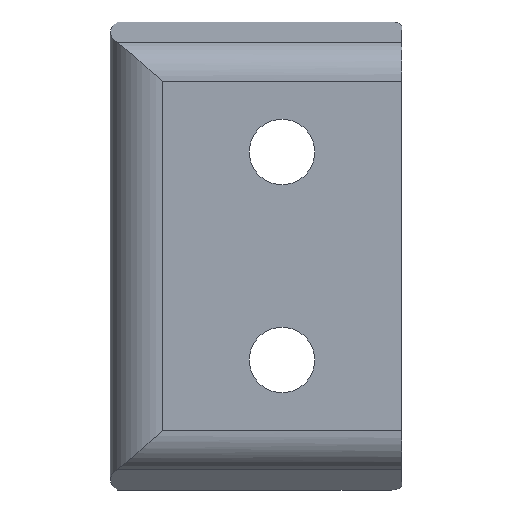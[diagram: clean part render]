
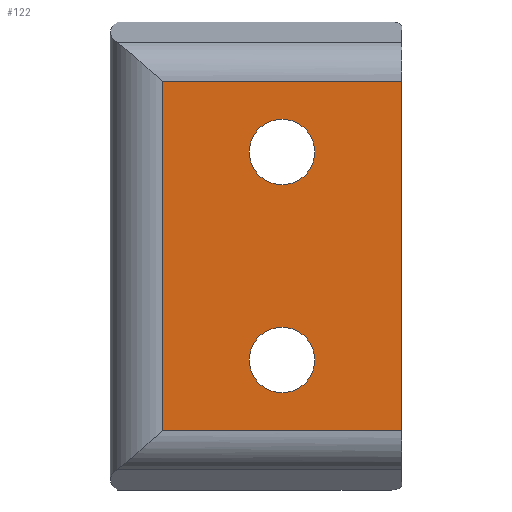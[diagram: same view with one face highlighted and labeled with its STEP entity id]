
A CAD part, front view. The second image highlights one B-rep face of the part: STEP entity #122.
In plain terms, the highlighted planar face has unit normal (0, -1, 0).
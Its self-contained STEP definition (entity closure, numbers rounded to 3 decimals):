
#122 = ADVANCED_FACE( '', ( #239, #240, #241 ), #242, .F. );
#239 = FACE_BOUND( '', #361, .T. );
#240 = FACE_BOUND( '', #362, .T. );
#241 = FACE_OUTER_BOUND( '', #363, .T. );
#242 = PLANE( '', #364 );
#361 = EDGE_LOOP( '', ( #534 ) );
#362 = EDGE_LOOP( '', ( #535 ) );
#363 = EDGE_LOOP( '', ( #536, #537, #538, #539 ) );
#364 = AXIS2_PLACEMENT_3D( '', #540, #541, #542 );
#534 = ORIENTED_EDGE( '', *, *, #807, .T. );
#535 = ORIENTED_EDGE( '', *, *, #808, .T. );
#536 = ORIENTED_EDGE( '', *, *, #809, .T. );
#537 = ORIENTED_EDGE( '', *, *, #810, .T. );
#538 = ORIENTED_EDGE( '', *, *, #811, .F. );
#539 = ORIENTED_EDGE( '', *, *, #812, .F. );
#540 = CARTESIAN_POINT( '', ( -11.5, 0., 22.5 ) );
#541 = DIRECTION( '', ( 0., 1., 0. ) );
#542 = DIRECTION( '', ( 0., 0., 1. ) );
#807 = EDGE_CURVE( '', #967, #967, #968, .T. );
#808 = EDGE_CURVE( '', #969, #969, #970, .T. );
#809 = EDGE_CURVE( '', #971, #972, #973, .T. );
#810 = EDGE_CURVE( '', #972, #974, #975, .T. );
#811 = EDGE_CURVE( '', #976, #974, #977, .T. );
#812 = EDGE_CURVE( '', #971, #976, #978, .T. );
#967 = VERTEX_POINT( '', #1181 );
#968 = CIRCLE( '', #1182, 3.15 );
#969 = VERTEX_POINT( '', #1183 );
#970 = CIRCLE( '', #1184, 3.15 );
#971 = VERTEX_POINT( '', #1185 );
#972 = VERTEX_POINT( '', #1186 );
#973 = LINE( '', #1187, #1188 );
#974 = VERTEX_POINT( '', #1189 );
#975 = LINE( '', #1190, #1191 );
#976 = VERTEX_POINT( '', #1192 );
#977 = LINE( '', #1193, #1194 );
#978 = LINE( '', #1195, #1196 );
#1181 = CARTESIAN_POINT( '', ( 3.15, 0., 10. ) );
#1182 = AXIS2_PLACEMENT_3D( '', #1413, #1414, #1415 );
#1183 = CARTESIAN_POINT( '', ( 3.15, 0., -10. ) );
#1184 = AXIS2_PLACEMENT_3D( '', #1416, #1417, #1418 );
#1185 = CARTESIAN_POINT( '', ( -11.5, 0., 16.792 ) );
#1186 = CARTESIAN_POINT( '', ( -11.5, 0., -16.792 ) );
#1187 = CARTESIAN_POINT( '', ( -11.5, 0., 22.5 ) );
#1188 = VECTOR( '', #1419, 1000. );
#1189 = CARTESIAN_POINT( '', ( 11.5, 0., -16.792 ) );
#1190 = CARTESIAN_POINT( '', ( -16.5, 0., -16.792 ) );
#1191 = VECTOR( '', #1420, 1000. );
#1192 = CARTESIAN_POINT( '', ( 11.5, 0., 16.792 ) );
#1193 = CARTESIAN_POINT( '', ( 11.5, 0., 22.5 ) );
#1194 = VECTOR( '', #1421, 1000. );
#1195 = CARTESIAN_POINT( '', ( -16.5, 0., 16.792 ) );
#1196 = VECTOR( '', #1422, 1000. );
#1413 = CARTESIAN_POINT( '', ( 0., 0., 10. ) );
#1414 = DIRECTION( '', ( 0., 1., 0. ) );
#1415 = DIRECTION( '', ( 1., 0., 0. ) );
#1416 = CARTESIAN_POINT( '', ( 0., 0., -10. ) );
#1417 = DIRECTION( '', ( 0., 1., 0. ) );
#1418 = DIRECTION( '', ( 1., 0., 0. ) );
#1419 = DIRECTION( '', ( 0., 0., -1. ) );
#1420 = DIRECTION( '', ( 1., 0., 0. ) );
#1421 = DIRECTION( '', ( 0., 0., -1. ) );
#1422 = DIRECTION( '', ( 1., 0., 0. ) );
